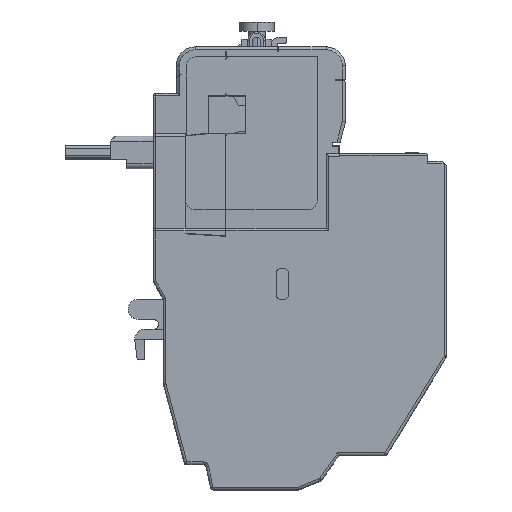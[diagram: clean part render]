
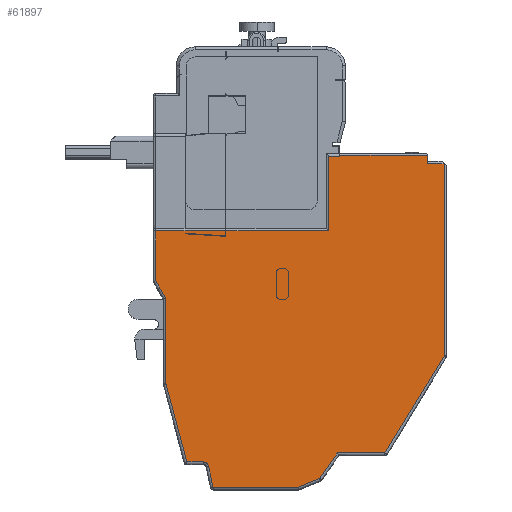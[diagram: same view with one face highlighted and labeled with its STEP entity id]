
A CAD part, top view. The second image highlights one B-rep face of the part: STEP entity #61897.
In plain terms, the highlighted planar face has unit normal (0, 0, 1).
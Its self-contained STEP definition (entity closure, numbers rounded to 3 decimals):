
#58=DIRECTION('',(0.,1.,0.));
#59=VECTOR('',#58,1.7);
#60=CARTESIAN_POINT('',(40.2,14.4,27.));
#61=LINE('',#60,#59);
#2769=DIRECTION('',(0.,-1.,0.));
#2770=VECTOR('',#2769,1.1);
#2771=CARTESIAN_POINT('',(0.,1.,27.));
#2772=LINE('',#2771,#2770);
#3320=DIRECTION('',(0.,-1.,0.));
#3321=VECTOR('',#3320,1.);
#3322=CARTESIAN_POINT('',(-0.1,1.,27.));
#3323=LINE('',#3322,#3321);
#3357=DIRECTION('',(0.,1.,0.));
#3358=VECTOR('',#3357,0.1);
#3359=CARTESIAN_POINT('',(-8.,0.4,27.));
#3360=LINE('',#3359,#3358);
#9535=DIRECTION('',(-0.998,0.063,0.));
#9536=VECTOR('',#9535,7.916);
#9537=CARTESIAN_POINT('',(-0.1,0.,27.));
#9538=LINE('',#9537,#9536);
#9539=DIRECTION('',(-0.998,0.062,0.));
#9540=VECTOR('',#9539,8.016);
#9541=CARTESIAN_POINT('',(0.,-0.1,27.));
#9542=LINE('',#9541,#9540);
#9543=DIRECTION('',(-1.,0.,0.));
#9544=VECTOR('',#9543,20.5);
#9545=CARTESIAN_POINT('',(20.5,1.,27.));
#9546=LINE('',#9545,#9544);
#9547=DIRECTION('',(0.,-1.,0.));
#9548=VECTOR('',#9547,14.9);
#9549=CARTESIAN_POINT('',(20.5,15.9,27.));
#9550=LINE('',#9549,#9548);
#9551=DIRECTION('',(-1.,0.,0.));
#9552=VECTOR('',#9551,2.2);
#9553=CARTESIAN_POINT('',(22.7,15.9,27.));
#9554=LINE('',#9553,#9552);
#9555=DIRECTION('',(0.,1.,0.));
#9556=VECTOR('',#9555,0.2);
#9557=CARTESIAN_POINT('',(22.7,15.9,27.));
#9558=LINE('',#9557,#9556);
#9559=DIRECTION('',(1.,0.,0.));
#9560=VECTOR('',#9559,17.5);
#9561=CARTESIAN_POINT('',(22.7,16.1,27.));
#9562=LINE('',#9561,#9560);
#9563=DIRECTION('',(-1.,0.,0.));
#9564=VECTOR('',#9563,3.3);
#9565=CARTESIAN_POINT('',(43.5,14.4,27.));
#9566=LINE('',#9565,#9564);
#9567=DIRECTION('',(0.,1.,0.));
#9568=VECTOR('',#9567,38.36);
#9569=CARTESIAN_POINT('',(43.5,-23.96,27.));
#9570=LINE('',#9569,#9568);
#9571=DIRECTION('',(0.52,0.854,0.));
#9572=VECTOR('',#9571,22.646);
#9573=CARTESIAN_POINT('',(31.719,-43.3,27.));
#9574=LINE('',#9573,#9572);
#9575=DIRECTION('',(1.,0.,0.));
#9576=VECTOR('',#9575,9.479);
#9577=CARTESIAN_POINT('',(22.24,-43.3,27.));
#9578=LINE('',#9577,#9576);
#9579=DIRECTION('',(0.574,0.819,0.));
#9580=VECTOR('',#9579,6.213);
#9581=CARTESIAN_POINT('',(18.676,-48.39,27.));
#9582=LINE('',#9581,#9580);
#9583=DIRECTION('',(0.928,0.372,0.));
#9584=VECTOR('',#9583,4.602);
#9585=CARTESIAN_POINT('',(14.404,-50.1,27.));
#9586=LINE('',#9585,#9584);
#9587=DIRECTION('',(0.208,-0.978,0.));
#9588=VECTOR('',#9587,4.302);
#9589=CARTESIAN_POINT('',(-3.469,-45.892,27.));
#9590=LINE('',#9589,#9588);
#9591=CARTESIAN_POINT('',(-4.447,-46.1,27.));
#9592=DIRECTION('',(0.,0.,-1.));
#9593=DIRECTION('',(0.,1.,0.));
#9594=AXIS2_PLACEMENT_3D('',#9591,#9592,#9593);
#9596=DIRECTION('',(1.,0.,0.));
#9597=VECTOR('',#9596,3.361);
#9598=CARTESIAN_POINT('',(-7.808,-45.1,27.));
#9599=LINE('',#9598,#9597);
#9600=DIRECTION('',(0.259,-0.966,0.));
#9601=VECTOR('',#9600,16.115);
#9602=CARTESIAN_POINT('',(-11.979,-29.534,27.));
#9603=LINE('',#9602,#9601);
#9604=DIRECTION('',(0.,-1.,0.));
#9605=VECTOR('',#9604,17.068);
#9606=CARTESIAN_POINT('',(-11.979,-12.466,27.));
#9607=LINE('',#9606,#9605);
#9608=DIRECTION('',(0.5,-0.866,0.));
#9609=VECTOR('',#9608,4.041);
#9610=CARTESIAN_POINT('',(-14.,-8.966,27.));
#9611=LINE('',#9610,#9609);
#9612=DIRECTION('',(0.,-1.,0.));
#9613=VECTOR('',#9612,9.966);
#9614=CARTESIAN_POINT('',(-14.,1.,27.));
#9615=LINE('',#9614,#9613);
#9620=DIRECTION('',(-1.,0.,0.));
#9621=VECTOR('',#9620,13.9);
#9622=CARTESIAN_POINT('',(-0.1,1.,27.));
#9623=LINE('',#9622,#9621);
#19803=DIRECTION('',(1.,0.,0.));
#19804=VECTOR('',#19803,16.978);
#19805=CARTESIAN_POINT('',(-2.574,-50.1,27.));
#19806=LINE('',#19805,#19804);
#41556=CARTESIAN_POINT('',(0.,1.,27.));
#41558=VERTEX_POINT('',#41556);
#41562=CARTESIAN_POINT('',(20.5,1.,27.));
#41563=VERTEX_POINT('',#41562);
#41564=CARTESIAN_POINT('',(20.5,15.9,27.));
#41565=VERTEX_POINT('',#41564);
#41632=CARTESIAN_POINT('',(31.719,-43.3,27.));
#41633=CARTESIAN_POINT('',(43.5,-23.96,27.));
#41634=VERTEX_POINT('',#41632);
#41635=VERTEX_POINT('',#41633);
#41660=CARTESIAN_POINT('',(22.24,-43.3,27.));
#41661=VERTEX_POINT('',#41660);
#41664=CARTESIAN_POINT('',(18.676,-48.39,27.));
#41665=VERTEX_POINT('',#41664);
#41668=CARTESIAN_POINT('',(14.404,-50.1,27.));
#41669=VERTEX_POINT('',#41668);
#42641=CARTESIAN_POINT('',(43.5,14.4,27.));
#42642=CARTESIAN_POINT('',(40.2,14.4,27.));
#42643=VERTEX_POINT('',#42641);
#42644=VERTEX_POINT('',#42642);
#44696=CARTESIAN_POINT('',(-14.,1.,27.));
#44697=CARTESIAN_POINT('',(-14.,-8.966,27.));
#44698=VERTEX_POINT('',#44696);
#44699=VERTEX_POINT('',#44697);
#44702=CARTESIAN_POINT('',(-11.979,-12.466,27.));
#44703=VERTEX_POINT('',#44702);
#44730=CARTESIAN_POINT('',(-11.979,-29.534,27.));
#44731=VERTEX_POINT('',#44730);
#44732=CARTESIAN_POINT('',(-7.808,-45.1,27.));
#44733=VERTEX_POINT('',#44732);
#44738=CARTESIAN_POINT('',(-4.447,-45.1,27.));
#44739=VERTEX_POINT('',#44738);
#44742=CARTESIAN_POINT('',(-3.469,-45.892,27.));
#44743=VERTEX_POINT('',#44742);
#44748=CARTESIAN_POINT('',(-2.574,-50.1,27.));
#44749=VERTEX_POINT('',#44748);
#45346=CARTESIAN_POINT('',(-8.,0.4,27.));
#45348=VERTEX_POINT('',#45346);
#45598=CARTESIAN_POINT('',(0.,-0.1,27.));
#45600=VERTEX_POINT('',#45598);
#46501=CARTESIAN_POINT('',(40.2,16.1,27.));
#46502=VERTEX_POINT('',#46501);
#46505=CARTESIAN_POINT('',(22.7,16.1,27.));
#46506=VERTEX_POINT('',#46505);
#47213=CARTESIAN_POINT('',(22.7,15.9,27.));
#47215=VERTEX_POINT('',#47213);
#48360=CARTESIAN_POINT('',(-0.1,1.,27.));
#48362=VERTEX_POINT('',#48360);
#48493=CARTESIAN_POINT('',(-0.1,0.,27.));
#48494=VERTEX_POINT('',#48493);
#48527=CARTESIAN_POINT('',(-8.,0.5,27.));
#48528=VERTEX_POINT('',#48527);
#61845=CARTESIAN_POINT('',(0.,0.,27.));
#61846=DIRECTION('',(0.,0.,1.));
#61847=DIRECTION('',(1.,0.,0.));
#61848=AXIS2_PLACEMENT_3D('',#61845,#61846,#61847);
#61849=PLANE('',#61848);
#61851=ORIENTED_EDGE('',*,*,#61850,.F.);
#61852=ORIENTED_EDGE('',*,*,#54851,.T.);
#61853=ORIENTED_EDGE('',*,*,#54874,.T.);
#61854=ORIENTED_EDGE('',*,*,#54895,.F.);
#61856=ORIENTED_EDGE('',*,*,#61855,.F.);
#61857=ORIENTED_EDGE('',*,*,#54093,.F.);
#61859=ORIENTED_EDGE('',*,*,#61858,.F.);
#61861=ORIENTED_EDGE('',*,*,#61860,.F.);
#61863=ORIENTED_EDGE('',*,*,#61862,.F.);
#61865=ORIENTED_EDGE('',*,*,#61864,.T.);
#61866=ORIENTED_EDGE('',*,*,#61836,.T.);
#61867=ORIENTED_EDGE('',*,*,#50083,.F.);
#61869=ORIENTED_EDGE('',*,*,#61868,.F.);
#61871=ORIENTED_EDGE('',*,*,#61870,.F.);
#61873=ORIENTED_EDGE('',*,*,#61872,.F.);
#61875=ORIENTED_EDGE('',*,*,#61874,.F.);
#61877=ORIENTED_EDGE('',*,*,#61876,.F.);
#61879=ORIENTED_EDGE('',*,*,#61878,.F.);
#61881=ORIENTED_EDGE('',*,*,#61880,.F.);
#61883=ORIENTED_EDGE('',*,*,#61882,.F.);
#61885=ORIENTED_EDGE('',*,*,#61884,.F.);
#61887=ORIENTED_EDGE('',*,*,#61886,.F.);
#61889=ORIENTED_EDGE('',*,*,#61888,.F.);
#61891=ORIENTED_EDGE('',*,*,#61890,.F.);
#61893=ORIENTED_EDGE('',*,*,#61892,.F.);
#61894=ORIENTED_EDGE('',*,*,#56134,.F.);
#61895=EDGE_LOOP('',(#61851,#61852,#61853,#61854,#61856,#61857,#61859,#61861,
#61863,#61865,#61866,#61867,#61869,#61871,#61873,#61875,#61877,#61879,#61881,
#61883,#61885,#61887,#61889,#61891,#61893,#61894));
#61896=FACE_OUTER_BOUND('',#61895,.F.);
#61897=ADVANCED_FACE('',(#61896),#61849,.T.);
#9595=CIRCLE('',#9594,1.);
#50083=EDGE_CURVE('',#42644,#46502,#61,.T.);
#54093=EDGE_CURVE('',#41558,#45600,#2772,.T.);
#54851=EDGE_CURVE('',#48362,#48494,#3323,.T.);
#54874=EDGE_CURVE('',#48494,#48528,#9538,.T.);
#54895=EDGE_CURVE('',#45348,#48528,#3360,.T.);
#56134=EDGE_CURVE('',#44698,#44699,#9615,.T.);
#61836=EDGE_CURVE('',#46506,#46502,#9562,.T.);
#61850=EDGE_CURVE('',#48362,#44698,#9623,.T.);
#61855=EDGE_CURVE('',#45600,#45348,#9542,.T.);
#61858=EDGE_CURVE('',#41563,#41558,#9546,.T.);
#61860=EDGE_CURVE('',#41565,#41563,#9550,.T.);
#61862=EDGE_CURVE('',#47215,#41565,#9554,.T.);
#61864=EDGE_CURVE('',#47215,#46506,#9558,.T.);
#61868=EDGE_CURVE('',#42643,#42644,#9566,.T.);
#61870=EDGE_CURVE('',#41635,#42643,#9570,.T.);
#61872=EDGE_CURVE('',#41634,#41635,#9574,.T.);
#61874=EDGE_CURVE('',#41661,#41634,#9578,.T.);
#61876=EDGE_CURVE('',#41665,#41661,#9582,.T.);
#61878=EDGE_CURVE('',#41669,#41665,#9586,.T.);
#61880=EDGE_CURVE('',#44749,#41669,#19806,.T.);
#61882=EDGE_CURVE('',#44743,#44749,#9590,.T.);
#61884=EDGE_CURVE('',#44739,#44743,#9595,.T.);
#61886=EDGE_CURVE('',#44733,#44739,#9599,.T.);
#61888=EDGE_CURVE('',#44731,#44733,#9603,.T.);
#61890=EDGE_CURVE('',#44703,#44731,#9607,.T.);
#61892=EDGE_CURVE('',#44699,#44703,#9611,.T.);
